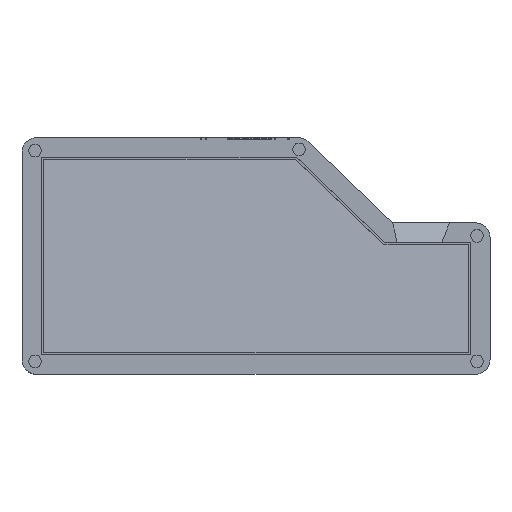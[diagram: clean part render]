
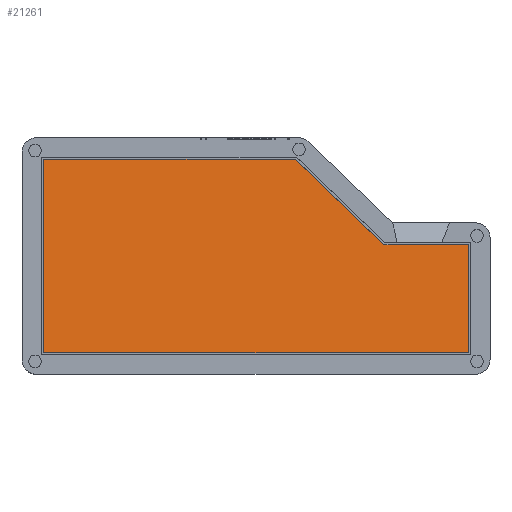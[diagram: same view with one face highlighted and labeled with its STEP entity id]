
A CAD part, top view. The second image highlights one B-rep face of the part: STEP entity #21261.
In plain terms, the highlighted planar face has unit normal (0, 0.1, 0.995).
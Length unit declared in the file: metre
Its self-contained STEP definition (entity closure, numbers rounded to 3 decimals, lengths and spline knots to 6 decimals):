
#3921=ORIENTED_EDGE('',*,*,#10698,.F.);
#3922=ORIENTED_EDGE('',*,*,#10699,.F.);
#3923=ORIENTED_EDGE('',*,*,#10700,.F.);
#3924=ORIENTED_EDGE('',*,*,#10701,.F.);
#3925=ORIENTED_EDGE('',*,*,#10702,.F.);
#3926=ORIENTED_EDGE('',*,*,#10703,.F.);
#10698=EDGE_CURVE('',#14087,#14088,#15712,.F.);
#10699=EDGE_CURVE('',#14089,#14087,#15713,.F.);
#10700=EDGE_CURVE('',#14090,#14089,#15714,.F.);
#10701=EDGE_CURVE('',#14091,#14090,#15715,.F.);
#10702=EDGE_CURVE('',#14092,#14091,#15716,.F.);
#10703=EDGE_CURVE('',#14088,#14092,#15717,.T.);
#14087=VERTEX_POINT('',#29171);
#14088=VERTEX_POINT('',#29172);
#14089=VERTEX_POINT('',#29174);
#14090=VERTEX_POINT('',#29176);
#14091=VERTEX_POINT('',#29178);
#14092=VERTEX_POINT('',#29180);
#15712=LINE('',#29170,#17150);
#15713=LINE('',#29173,#17151);
#15714=LINE('',#29175,#17152);
#15715=LINE('',#29177,#17153);
#15716=LINE('',#29179,#17154);
#15717=LINE('',#29181,#17155);
#17150=VECTOR('',#23511,1.);
#17151=VECTOR('',#23512,1.);
#17152=VECTOR('',#23513,1.);
#17153=VECTOR('',#23514,1.);
#17154=VECTOR('',#23515,1.);
#17155=VECTOR('',#23516,1.);
#18442=EDGE_LOOP('',(#3921,#3922,#3923,#3924,#3925,#3926));
#19745=FACE_BOUND('',#18442,.T.);
#21022=PLANE('',#22596);
#21261=ADVANCED_FACE('',(#19745),#21022,.F.);
#22596=AXIS2_PLACEMENT_3D('',#29169,#23509,#23510);
#23509=DIRECTION('',(0.,-0.1,-0.995));
#23510=DIRECTION('',(1.,0.,0.));
#23511=DIRECTION('',(0.,-0.995,0.1));
#23512=DIRECTION('',(1.,0.,0.));
#23513=DIRECTION('',(0.,0.995,-0.1));
#23514=DIRECTION('',(-1.,0.,0.));
#23515=DIRECTION('',(-0.719,0.691,-0.069));
#23516=DIRECTION('',(1.,0.,0.));
#29169=CARTESIAN_POINT('',(0.029,0.0447,0.005));
#29170=CARTESIAN_POINT('',(-0.000155,0.022076,0.007262));
#29171=CARTESIAN_POINT('',(-0.000155,0.,0.00947));
#29172=CARTESIAN_POINT('',(-0.000155,0.0447,0.005));
#29173=CARTESIAN_POINT('',(-0.000078,0.,0.00947));
#29174=CARTESIAN_POINT('',(0.098,0.,0.00947));
#29175=CARTESIAN_POINT('',(0.098,0.0447,0.005));
#29176=CARTESIAN_POINT('',(0.098,0.025,0.00697));
#29177=CARTESIAN_POINT('',(0.029,0.025,0.00697));
#29178=CARTESIAN_POINT('',(0.0785,0.025,0.00697));
#29179=CARTESIAN_POINT('',(0.042995,0.059119,0.003558));
#29180=CARTESIAN_POINT('',(0.058,0.0447,0.005));
#29181=CARTESIAN_POINT('',(0.029,0.0447,0.005));
